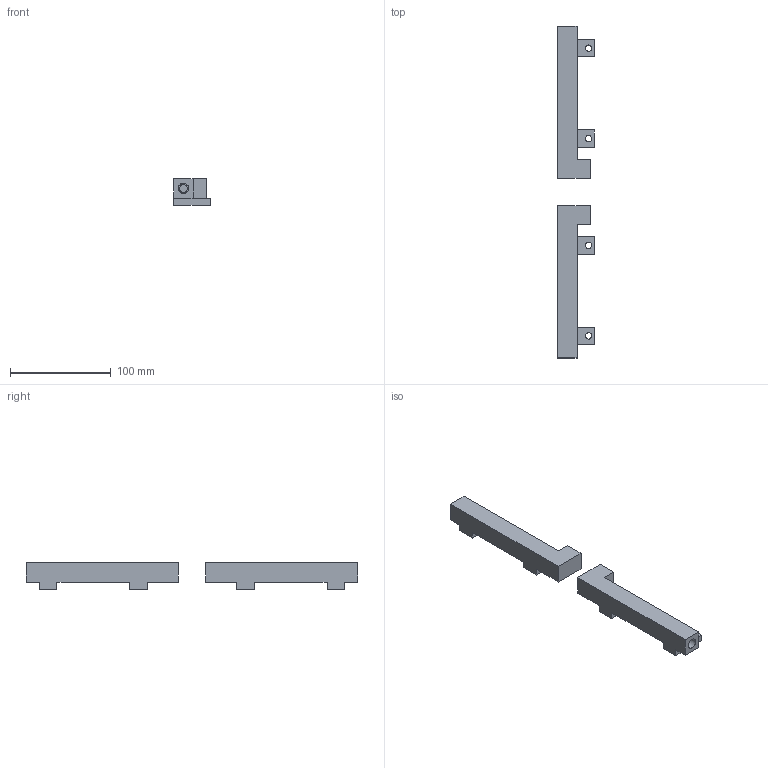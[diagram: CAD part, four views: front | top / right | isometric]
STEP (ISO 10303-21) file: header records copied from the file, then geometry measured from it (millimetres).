
FILE_DESCRIPTION(('CATIA V5 STEP Exchange'),'2;1');
FILE_NAME('RAMPE.stp','2020-04-22T10:48:13+00:00',('none'),('none'),'CATIA Version 5 Release 19 GA (IN-10)','CATIA V5 STEP AP203','none');
FILE_SCHEMA(('CONFIG_CONTROL_DESIGN'));
Length unit declared in the file: millimetre
Products named in the file (1): RAMPE
Bounding box: 36 x 330 x 26 mm (x, y, z)
Volume: 111236 mm3; surface area: 42322.3 mm2
Topology: 2 solids, 2 shells, 108 faces, 270 edges, 174 vertices
Faces by surface type: cylinder 56, plane 52
Entity records: 3296 total; most frequent: CARTESIAN_POINT 939, ORIENTED_EDGE 540, DIRECTION 336, EDGE_CURVE 270, VERTEX_POINT 174, VECTOR 140, LINE 140, AXIS2_PLACEMENT_3D 139
